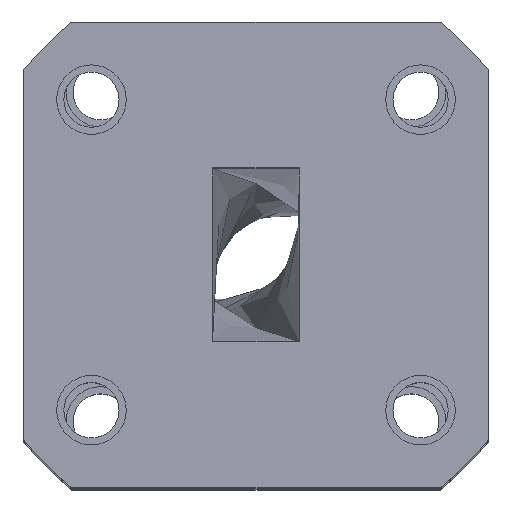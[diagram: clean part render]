
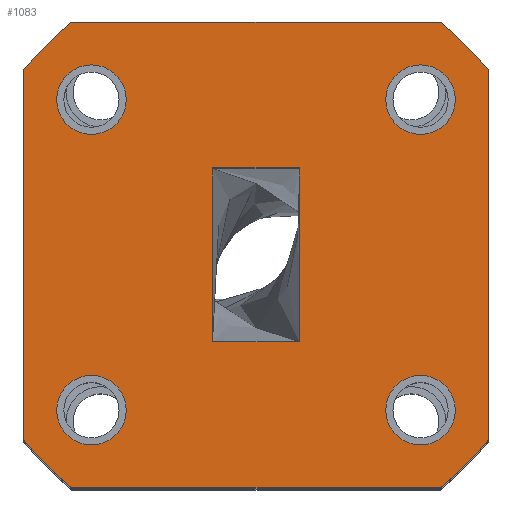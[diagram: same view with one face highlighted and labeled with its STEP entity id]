
A CAD part, top view. The second image highlights one B-rep face of the part: STEP entity #1083.
In plain terms, the highlighted planar face has unit normal (0, 0, 1).
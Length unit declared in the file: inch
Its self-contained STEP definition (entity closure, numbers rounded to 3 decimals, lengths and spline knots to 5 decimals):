
#16 = EDGE_CURVE ( 'NONE', #1936, #2535, #962, .T. ) ;
#22 = AXIS2_PLACEMENT_3D ( 'NONE', #910, #1921, #1096 ) ;
#28 = VERTEX_POINT ( 'NONE', #2334 ) ;
#59 = AXIS2_PLACEMENT_3D ( 'NONE', #1177, #364, #2191 ) ;
#105 = LINE ( 'NONE', #903, #1072 ) ;
#136 = LINE ( 'NONE', #2597, #2316 ) ;
#139 = EDGE_CURVE ( 'NONE', #427, #862, #1672, .T. ) ;
#153 = ORIENTED_EDGE ( 'NONE', *, *, #139, .F. ) ;
#183 = CARTESIAN_POINT ( 'NONE',  ( -0.26496, -0.25, 1.81 ) ) ;
#184 = AXIS2_PLACEMENT_3D ( 'NONE', #1423, #2653, #1631 ) ;
#186 = ORIENTED_EDGE ( 'NONE', *, *, #1396, .T. ) ;
#193 = CARTESIAN_POINT ( 'NONE',  ( 0.26496, -0.194, 1.81 ) ) ;
#211 = ORIENTED_EDGE ( 'NONE', *, *, #1047, .T. ) ;
#220 = DIRECTION ( 'NONE',  ( 0., 1., 0. ) ) ;
#268 = AXIS2_PLACEMENT_3D ( 'NONE', #2585, #1357, #1959 ) ;
#269 = CIRCLE ( 'NONE', #22, 0.47791 ) ;
#285 = EDGE_CURVE ( 'NONE', #484, #484, #1694, .T. ) ;
#343 = VECTOR ( 'NONE', #1943, 39.37008 ) ;
#364 = DIRECTION ( 'NONE',  ( 0., 0., -1. ) ) ;
#406 = VERTEX_POINT ( 'NONE', #1739 ) ;
#416 = LINE ( 'NONE', #1729, #1233 ) ;
#417 = CIRCLE ( 'NONE', #2363, 0.056 ) ;
#420 = LINE ( 'NONE', #1151, #2035 ) ;
#427 = VERTEX_POINT ( 'NONE', #1703 ) ;
#484 = VERTEX_POINT ( 'NONE', #1391 ) ;
#486 = ORIENTED_EDGE ( 'NONE', *, *, #16, .T. ) ;
#487 = ORIENTED_EDGE ( 'NONE', *, *, #644, .F. ) ;
#492 = CARTESIAN_POINT ( 'NONE',  ( 0.375, 0.29626, 1.81 ) ) ;
#522 = CARTESIAN_POINT ( 'NONE',  ( -0.375, 0.375, 1.81 ) ) ;
#561 = DIRECTION ( 'NONE',  ( 0., 1., 0. ) ) ;
#580 = VERTEX_POINT ( 'NONE', #2140 ) ;
#581 = ORIENTED_EDGE ( 'NONE', *, *, #1697, .F. ) ;
#609 = EDGE_CURVE ( 'NONE', #2453, #28, #1763, .T. ) ;
#627 = ORIENTED_EDGE ( 'NONE', *, *, #609, .F. ) ;
#644 = EDGE_CURVE ( 'NONE', #406, #1534, #269, .T. ) ;
#663 = FACE_OUTER_BOUND ( 'NONE', #1471, .T. ) ;
#695 = EDGE_CURVE ( 'NONE', #2535, #2337, #420, .T. ) ;
#724 = CIRCLE ( 'NONE', #1011, 0.056 ) ;
#749 = CIRCLE ( 'NONE', #184, 0.47791 ) ;
#764 = EDGE_LOOP ( 'NONE', ( #1088 ) ) ;
#767 = DIRECTION ( 'NONE',  ( 0., 0., -1. ) ) ;
#862 = VERTEX_POINT ( 'NONE', #1896 ) ;
#894 = DIRECTION ( 'NONE',  ( 0., 0., -1. ) ) ;
#903 = CARTESIAN_POINT ( 'NONE',  ( -0.375, -0.375, 1.81 ) ) ;
#910 = CARTESIAN_POINT ( 'NONE',  ( 0., 0., 1.81 ) ) ;
#927 = CARTESIAN_POINT ( 'NONE',  ( 0., 0.14, 1.81 ) ) ;
#929 = VERTEX_POINT ( 'NONE', #492 ) ;
#962 = LINE ( 'NONE', #927, #343 ) ;
#978 = VERTEX_POINT ( 'NONE', #1247 ) ;
#988 = EDGE_CURVE ( 'NONE', #2337, #580, #1945, .T. ) ;
#1011 = AXIS2_PLACEMENT_3D ( 'NONE', #2328, #894, #1303 ) ;
#1047 = EDGE_CURVE ( 'NONE', #1718, #1718, #724, .T. ) ;
#1072 = VECTOR ( 'NONE', #2547, 39.37008 ) ;
#1083 = ADVANCED_FACE ( 'NONE', ( #1360, #1886, #2345, #2286, #1203, #663 ), #1377, .T. ) ;
#1088 = ORIENTED_EDGE ( 'NONE', *, *, #285, .T. ) ;
#1096 = DIRECTION ( 'NONE',  ( 0., 1., 0. ) ) ;
#1106 = VECTOR ( 'NONE', #561, 39.37008 ) ;
#1151 = CARTESIAN_POINT ( 'NONE',  ( 0.07, 0., 1.81 ) ) ;
#1155 = CARTESIAN_POINT ( 'NONE',  ( -0.29626, 0.375, 1.81 ) ) ;
#1177 = CARTESIAN_POINT ( 'NONE',  ( 0., 0., 1.81 ) ) ;
#1186 = EDGE_LOOP ( 'NONE', ( #1419 ) ) ;
#1192 = EDGE_LOOP ( 'NONE', ( #1243 ) ) ;
#1198 = VERTEX_POINT ( 'NONE', #1217 ) ;
#1203 = FACE_BOUND ( 'NONE', #1644, .T. ) ;
#1211 = CARTESIAN_POINT ( 'NONE',  ( 0.375, 0.375, 1.81 ) ) ;
#1217 = CARTESIAN_POINT ( 'NONE',  ( -0.26496, -0.194, 1.81 ) ) ;
#1233 = VECTOR ( 'NONE', #1740, 39.37008 ) ;
#1243 = ORIENTED_EDGE ( 'NONE', *, *, #1274, .T. ) ;
#1244 = CARTESIAN_POINT ( 'NONE',  ( -0.26496, 0.25, 1.81 ) ) ;
#1247 = CARTESIAN_POINT ( 'NONE',  ( 0.26496, 0.306, 1.81 ) ) ;
#1274 = EDGE_CURVE ( 'NONE', #1198, #1198, #2475, .T. ) ;
#1303 = DIRECTION ( 'NONE',  ( 0., 1., 0. ) ) ;
#1357 = DIRECTION ( 'NONE',  ( 0., 0., 1. ) ) ;
#1360 = FACE_BOUND ( 'NONE', #1186, .T. ) ;
#1366 = CARTESIAN_POINT ( 'NONE',  ( 0.26496, 0.25, 1.81 ) ) ;
#1371 = CARTESIAN_POINT ( 'NONE',  ( -0.29626, -0.375, 1.81 ) ) ;
#1377 = PLANE ( 'NONE',  #268 ) ;
#1378 = DIRECTION ( 'NONE',  ( 0., 1., 0. ) ) ;
#1391 = CARTESIAN_POINT ( 'NONE',  ( -0.26496, 0.306, 1.81 ) ) ;
#1396 = EDGE_CURVE ( 'NONE', #2453, #862, #105, .T. ) ;
#1397 = VECTOR ( 'NONE', #2351, 39.37008 ) ;
#1407 = ORIENTED_EDGE ( 'NONE', *, *, #1661, .T. ) ;
#1419 = ORIENTED_EDGE ( 'NONE', *, *, #2114, .T. ) ;
#1423 = CARTESIAN_POINT ( 'NONE',  ( 0., 0., 1.81 ) ) ;
#1430 = DIRECTION ( 'NONE',  ( 0., 1., 0. ) ) ;
#1432 = EDGE_CURVE ( 'NONE', #2312, #1534, #416, .T. ) ;
#1471 = EDGE_LOOP ( 'NONE', ( #1890, #487, #2326, #627, #186, #153, #1907, #581 ) ) ;
#1472 = CARTESIAN_POINT ( 'NONE',  ( 0.07, -0.14, 1.81 ) ) ;
#1484 = AXIS2_PLACEMENT_3D ( 'NONE', #1244, #1898, #220 ) ;
#1485 = LINE ( 'NONE', #1211, #1106 ) ;
#1491 = ORIENTED_EDGE ( 'NONE', *, *, #988, .T. ) ;
#1534 = VERTEX_POINT ( 'NONE', #1155 ) ;
#1577 = DIRECTION ( 'NONE',  ( 0., 1., 0. ) ) ;
#1584 = VECTOR ( 'NONE', #2607, 39.37008 ) ;
#1603 = EDGE_CURVE ( 'NONE', #406, #28, #1851, .T. ) ;
#1612 = AXIS2_PLACEMENT_3D ( 'NONE', #183, #2229, #1430 ) ;
#1631 = DIRECTION ( 'NONE',  ( 0., 1., 0. ) ) ;
#1644 = EDGE_LOOP ( 'NONE', ( #1491, #1407, #486, #1785 ) ) ;
#1661 = EDGE_CURVE ( 'NONE', #580, #1936, #136, .T. ) ;
#1672 = CIRCLE ( 'NONE', #59, 0.47791 ) ;
#1694 = CIRCLE ( 'NONE', #1484, 0.056 ) ;
#1697 = EDGE_CURVE ( 'NONE', #2312, #929, #749, .T. ) ;
#1703 = CARTESIAN_POINT ( 'NONE',  ( 0.375, -0.29626, 1.81 ) ) ;
#1715 = CARTESIAN_POINT ( 'NONE',  ( 0., -0.14, 1.81 ) ) ;
#1718 = VERTEX_POINT ( 'NONE', #193 ) ;
#1729 = CARTESIAN_POINT ( 'NONE',  ( -0.375, 0.375, 1.81 ) ) ;
#1739 = CARTESIAN_POINT ( 'NONE',  ( -0.375, 0.29626, 1.81 ) ) ;
#1740 = DIRECTION ( 'NONE',  ( -1., 0., 0. ) ) ;
#1748 = CARTESIAN_POINT ( 'NONE',  ( 0., 0., 1.81 ) ) ;
#1763 = CIRCLE ( 'NONE', #2305, 0.47791 ) ;
#1785 = ORIENTED_EDGE ( 'NONE', *, *, #695, .T. ) ;
#1851 = LINE ( 'NONE', #522, #1584 ) ;
#1886 = FACE_BOUND ( 'NONE', #2128, .T. ) ;
#1890 = ORIENTED_EDGE ( 'NONE', *, *, #1432, .T. ) ;
#1896 = CARTESIAN_POINT ( 'NONE',  ( 0.29626, -0.375, 1.81 ) ) ;
#1898 = DIRECTION ( 'NONE',  ( 0., 0., -1. ) ) ;
#1907 = ORIENTED_EDGE ( 'NONE', *, *, #2557, .T. ) ;
#1921 = DIRECTION ( 'NONE',  ( 0., 0., -1. ) ) ;
#1936 = VERTEX_POINT ( 'NONE', #2310 ) ;
#1943 = DIRECTION ( 'NONE',  ( 1., 0., 0. ) ) ;
#1945 = LINE ( 'NONE', #1715, #1397 ) ;
#1948 = DIRECTION ( 'NONE',  ( 0., 0., -1. ) ) ;
#1959 = DIRECTION ( 'NONE',  ( 0., 1., 0. ) ) ;
#2004 = CARTESIAN_POINT ( 'NONE',  ( 0.07, 0.14, 1.81 ) ) ;
#2035 = VECTOR ( 'NONE', #2218, 39.37008 ) ;
#2114 = EDGE_CURVE ( 'NONE', #978, #978, #417, .T. ) ;
#2128 = EDGE_LOOP ( 'NONE', ( #211 ) ) ;
#2140 = CARTESIAN_POINT ( 'NONE',  ( -0.07, -0.14, 1.81 ) ) ;
#2191 = DIRECTION ( 'NONE',  ( 0., 1., 0. ) ) ;
#2218 = DIRECTION ( 'NONE',  ( 0., -1., 0. ) ) ;
#2221 = CARTESIAN_POINT ( 'NONE',  ( 0.29626, 0.375, 1.81 ) ) ;
#2229 = DIRECTION ( 'NONE',  ( 0., 0., -1. ) ) ;
#2286 = FACE_BOUND ( 'NONE', #764, .T. ) ;
#2305 = AXIS2_PLACEMENT_3D ( 'NONE', #1748, #1948, #2556 ) ;
#2310 = CARTESIAN_POINT ( 'NONE',  ( -0.07, 0.14, 1.81 ) ) ;
#2312 = VERTEX_POINT ( 'NONE', #2221 ) ;
#2316 = VECTOR ( 'NONE', #1378, 39.37008 ) ;
#2326 = ORIENTED_EDGE ( 'NONE', *, *, #1603, .T. ) ;
#2328 = CARTESIAN_POINT ( 'NONE',  ( 0.26496, -0.25, 1.81 ) ) ;
#2334 = CARTESIAN_POINT ( 'NONE',  ( -0.375, -0.29626, 1.81 ) ) ;
#2337 = VERTEX_POINT ( 'NONE', #1472 ) ;
#2345 = FACE_BOUND ( 'NONE', #1192, .T. ) ;
#2351 = DIRECTION ( 'NONE',  ( -1., 0., 0. ) ) ;
#2363 = AXIS2_PLACEMENT_3D ( 'NONE', #1366, #767, #1577 ) ;
#2453 = VERTEX_POINT ( 'NONE', #1371 ) ;
#2475 = CIRCLE ( 'NONE', #1612, 0.056 ) ;
#2535 = VERTEX_POINT ( 'NONE', #2004 ) ;
#2547 = DIRECTION ( 'NONE',  ( 1., 0., 0. ) ) ;
#2556 = DIRECTION ( 'NONE',  ( 0., 1., 0. ) ) ;
#2557 = EDGE_CURVE ( 'NONE', #427, #929, #1485, .T. ) ;
#2585 = CARTESIAN_POINT ( 'NONE',  ( 0., 0., 1.81 ) ) ;
#2597 = CARTESIAN_POINT ( 'NONE',  ( -0.07, 0., 1.81 ) ) ;
#2607 = DIRECTION ( 'NONE',  ( 0., -1., 0. ) ) ;
#2653 = DIRECTION ( 'NONE',  ( 0., 0., -1. ) ) ;
